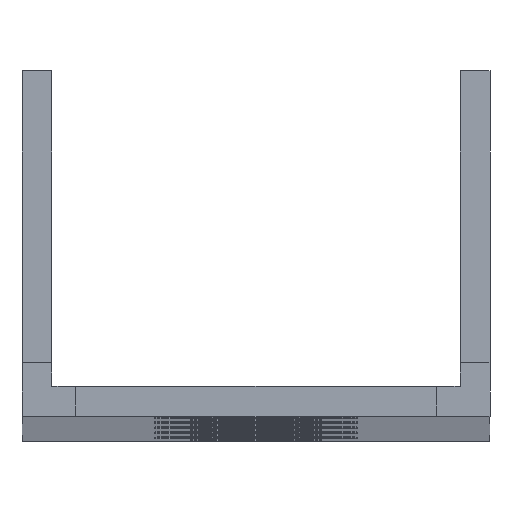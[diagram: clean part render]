
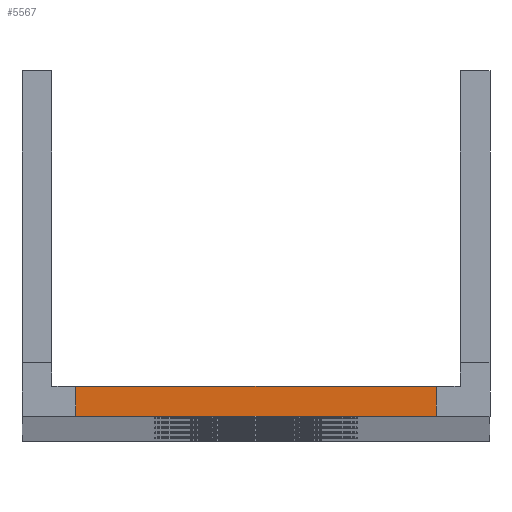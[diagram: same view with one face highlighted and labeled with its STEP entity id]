
A CAD part, top view. The second image highlights one B-rep face of the part: STEP entity #5567.
In plain terms, the highlighted planar face has unit normal (0, 0, 1).
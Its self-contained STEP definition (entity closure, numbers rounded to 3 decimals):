
#742=FACE_OUTER_BOUND('',#1240,.T.);
#1240=EDGE_LOOP('',(#4198,#4199,#4200,#4201));
#1495=LINE('',#8038,#1943);
#1595=LINE('',#8639,#2043);
#1689=LINE('',#9064,#2137);
#1690=LINE('',#9066,#2138);
#1943=VECTOR('',#6427,10.);
#2043=VECTOR('',#6935,10.);
#2137=VECTOR('',#7275,10.);
#2138=VECTOR('',#7278,10.);
#2391=VERTEX_POINT('',#8035);
#2392=VERTEX_POINT('',#8037);
#2688=VERTEX_POINT('',#8636);
#2689=VERTEX_POINT('',#8638);
#2903=EDGE_CURVE('',#2391,#2392,#1495,.T.);
#3203=EDGE_CURVE('',#2689,#2688,#1595,.T.);
#3417=EDGE_CURVE('',#2688,#2392,#1689,.T.);
#3418=EDGE_CURVE('',#2391,#2689,#1690,.T.);
#4198=ORIENTED_EDGE('',*,*,#3417,.T.);
#4199=ORIENTED_EDGE('',*,*,#2903,.F.);
#4200=ORIENTED_EDGE('',*,*,#3418,.T.);
#4201=ORIENTED_EDGE('',*,*,#3203,.T.);
#5210=PLANE('',#6168);
#5567=ADVANCED_FACE('',(#742),#5210,.F.);
#6168=AXIS2_PLACEMENT_3D('',#9065,#7276,#7277);
#6427=DIRECTION('',(-1.,0.,0.));
#6935=DIRECTION('',(-1.,0.,0.));
#7275=DIRECTION('',(0.,-1.,0.));
#7276=DIRECTION('center_axis',(0.,0.,
-1.));
#7277=DIRECTION('ref_axis',(-1.,0.,0.));
#7278=DIRECTION('',(0.,1.,0.));
#8035=CARTESIAN_POINT('',(-29.365,0.,0.));
#8037=CARTESIAN_POINT('',(-59.635,0.,0.));
#8038=CARTESIAN_POINT('',(0.,0.,0.));
#8636=CARTESIAN_POINT('',(-59.635,2.5,0.));
#8638=CARTESIAN_POINT('',(-29.365,2.5,0.));
#8639=CARTESIAN_POINT('',(0.,2.5,0.));
#9064=CARTESIAN_POINT('',(-59.635,1.25,0.));
#9065=CARTESIAN_POINT('Origin',(-20.615,4.5,0.));
#9066=CARTESIAN_POINT('',(-29.365,1.25,0.));
